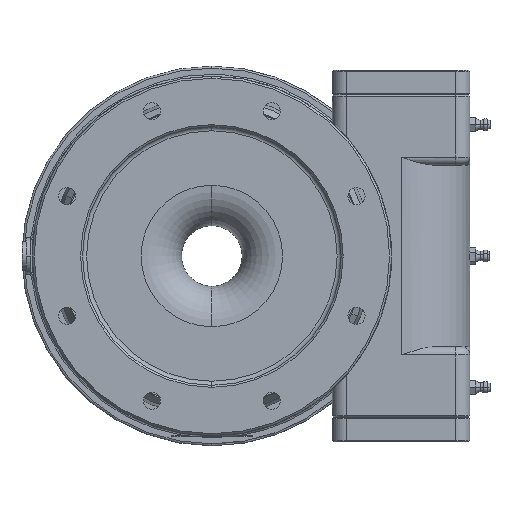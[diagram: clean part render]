
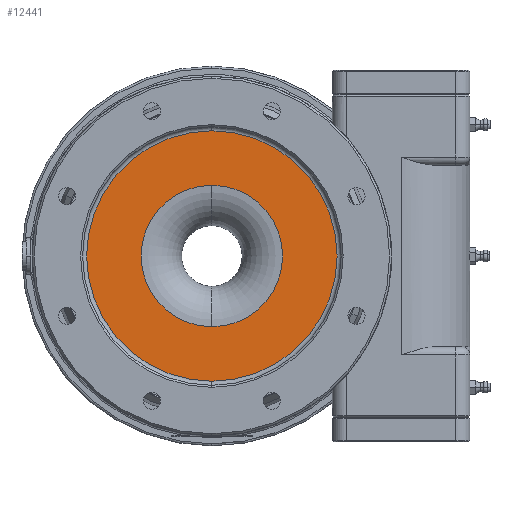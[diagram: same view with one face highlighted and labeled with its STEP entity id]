
A CAD part, left-side view. The second image highlights one B-rep face of the part: STEP entity #12441.
In plain terms, the highlighted planar face has unit normal (-1, 0, 0).
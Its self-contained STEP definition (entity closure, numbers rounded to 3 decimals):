
#728 = ORIENTED_EDGE ( 'NONE', *, *, #1539, .T. ) ;
#842 = CARTESIAN_POINT ( 'NONE',  ( -34., 0., 0. ) ) ;
#1539 = EDGE_CURVE ( 'NONE', #15509, #23153, #14948, .T. ) ;
#2519 = DIRECTION ( 'NONE',  ( -1., 0., 0. ) ) ;
#2606 = ORIENTED_EDGE ( 'NONE', *, *, #26455, .T. ) ;
#4736 = DIRECTION ( 'NONE',  ( 0., 0., -1. ) ) ;
#5024 = CARTESIAN_POINT ( 'NONE',  ( -34., 0., 35. ) ) ;
#5352 = EDGE_CURVE ( 'NONE', #10319, #21752, #7486, .T. ) ;
#7486 = CIRCLE ( 'NONE', #16793, 62. ) ;
#8065 = CIRCLE ( 'NONE', #25980, 35. ) ;
#8085 = DIRECTION ( 'NONE',  ( 0., 0., -1. ) ) ;
#9397 = DIRECTION ( 'NONE',  ( 1., 0., 0. ) ) ;
#10319 = VERTEX_POINT ( 'NONE', #27150 ) ;
#10660 = CIRCLE ( 'NONE', #13222, 62. ) ;
#12441 = ADVANCED_FACE ( 'NONE', ( #13889, #31981 ), #29616, .F. ) ;
#13222 = AXIS2_PLACEMENT_3D ( 'NONE', #26088, #16083, #13225 ) ;
#13225 = DIRECTION ( 'NONE',  ( 0., 0., -1. ) ) ;
#13889 = FACE_BOUND ( 'NONE', #20277, .T. ) ;
#14948 = CIRCLE ( 'NONE', #31131, 35. ) ;
#15509 = VERTEX_POINT ( 'NONE', #18490 ) ;
#16083 = DIRECTION ( 'NONE',  ( -1., 0., 0. ) ) ;
#16793 = AXIS2_PLACEMENT_3D ( 'NONE', #19921, #2519, #17166 ) ;
#17166 = DIRECTION ( 'NONE',  ( 0., 0., -1. ) ) ;
#17285 = DIRECTION ( 'NONE',  ( 1., 0., 0. ) ) ;
#18490 = CARTESIAN_POINT ( 'NONE',  ( -34., 0., -35. ) ) ;
#19921 = CARTESIAN_POINT ( 'NONE',  ( -34., 0., 0. ) ) ;
#20277 = EDGE_LOOP ( 'NONE', ( #728, #25780 ) ) ;
#21616 = DIRECTION ( 'NONE',  ( 0., 0., -1. ) ) ;
#21752 = VERTEX_POINT ( 'NONE', #21787 ) ;
#21787 = CARTESIAN_POINT ( 'NONE',  ( -34., 0., 62. ) ) ;
#23153 = VERTEX_POINT ( 'NONE', #5024 ) ;
#23497 = DIRECTION ( 'NONE',  ( 1., 0., 0. ) ) ;
#24548 = CARTESIAN_POINT ( 'NONE',  ( -34., 64., 0. ) ) ;
#25780 = ORIENTED_EDGE ( 'NONE', *, *, #31431, .T. ) ;
#25980 = AXIS2_PLACEMENT_3D ( 'NONE', #842, #23497, #8085 ) ;
#26088 = CARTESIAN_POINT ( 'NONE',  ( -34., 0., 0. ) ) ;
#26455 = EDGE_CURVE ( 'NONE', #21752, #10319, #10660, .T. ) ;
#27012 = CARTESIAN_POINT ( 'NONE',  ( -34., 0., 0. ) ) ;
#27150 = CARTESIAN_POINT ( 'NONE',  ( -34., 0., -62. ) ) ;
#27753 = ORIENTED_EDGE ( 'NONE', *, *, #5352, .T. ) ;
#29214 = EDGE_LOOP ( 'NONE', ( #27753, #2606 ) ) ;
#29616 = PLANE ( 'NONE',  #31497 ) ;
#31131 = AXIS2_PLACEMENT_3D ( 'NONE', #27012, #9397, #21616 ) ;
#31431 = EDGE_CURVE ( 'NONE', #23153, #15509, #8065, .T. ) ;
#31497 = AXIS2_PLACEMENT_3D ( 'NONE', #24548, #17285, #4736 ) ;
#31981 = FACE_OUTER_BOUND ( 'NONE', #29214, .T. ) ;
